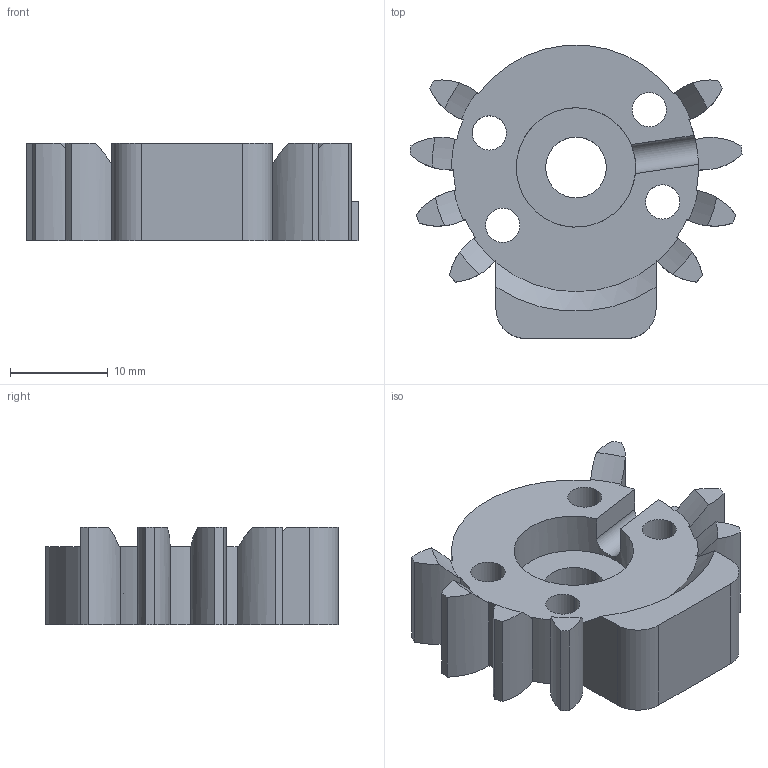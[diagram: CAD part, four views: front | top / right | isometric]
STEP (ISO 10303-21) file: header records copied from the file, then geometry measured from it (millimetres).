
FILE_DESCRIPTION (( 'STEP AP203' ), '1' );
FILE_NAME ('Gear.STEP', '2021-07-11T12:38:02', ( '' ), ( '' ), 'SwSTEP 2.0', 'SolidWorks 2020', '' );
FILE_SCHEMA (( 'CONFIG_CONTROL_DESIGN' ));
Length unit declared in the file: millimetre
Products named in the file (1): Gear
Bounding box: 33.9 x 29.91 x 10 mm (x, y, z)
Volume: 4460.3 mm3; surface area: 3297.9 mm2
Topology: 1 solids, 1 shells, 83 faces, 230 edges, 153 vertices
Faces by surface type: cylinder 54, plane 21, cone 8
Entity records: 2891 total; most frequent: CARTESIAN_POINT 567, DIRECTION 516, ORIENTED_EDGE 460, EDGE_CURVE 230, AXIS2_PLACEMENT_3D 222, VERTEX_POINT 153, CIRCLE 138, EDGE_LOOP 97
